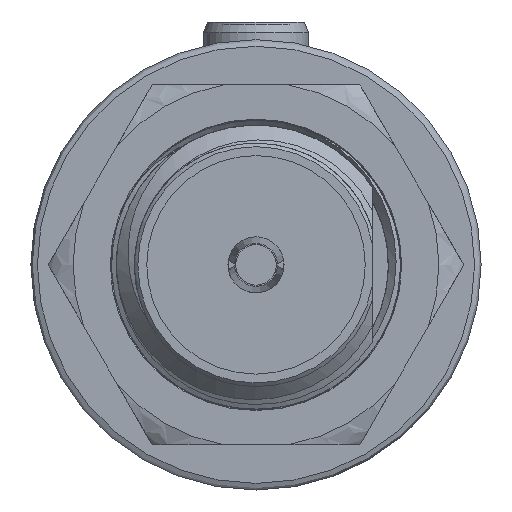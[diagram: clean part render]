
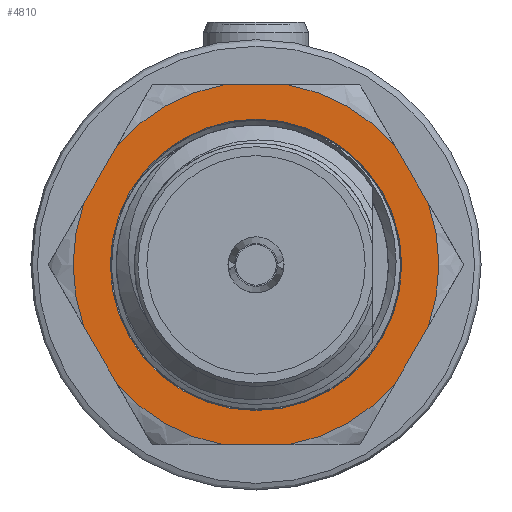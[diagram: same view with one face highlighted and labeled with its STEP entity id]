
A CAD part, front view. The second image highlights one B-rep face of the part: STEP entity #4810.
In plain terms, the highlighted planar face has unit normal (0, -1, 0).
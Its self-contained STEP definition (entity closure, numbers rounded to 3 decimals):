
#551=LINE('',#23058,#845);
#552=LINE('',#23062,#846);
#553=LINE('',#23066,#847);
#554=LINE('',#23070,#848);
#555=LINE('',#23074,#849);
#556=LINE('',#23078,#850);
#845=VECTOR('',#7389,1000.);
#846=VECTOR('',#7392,1000.);
#847=VECTOR('',#7395,1000.);
#848=VECTOR('',#7398,1000.);
#849=VECTOR('',#7401,1000.);
#850=VECTOR('',#7404,1000.);
#1806=ORIENTED_EDGE('',*,*,#2872,.T.);
#1807=ORIENTED_EDGE('',*,*,#2894,.F.);
#1808=ORIENTED_EDGE('',*,*,#2895,.T.);
#1809=ORIENTED_EDGE('',*,*,#2896,.F.);
#1810=ORIENTED_EDGE('',*,*,#2897,.T.);
#1811=ORIENTED_EDGE('',*,*,#2898,.F.);
#1812=ORIENTED_EDGE('',*,*,#2899,.T.);
#1813=ORIENTED_EDGE('',*,*,#2900,.F.);
#1814=ORIENTED_EDGE('',*,*,#2901,.T.);
#1815=ORIENTED_EDGE('',*,*,#2902,.F.);
#1816=ORIENTED_EDGE('',*,*,#2903,.T.);
#1817=ORIENTED_EDGE('',*,*,#2904,.F.);
#1818=ORIENTED_EDGE('',*,*,#2905,.T.);
#2872=EDGE_CURVE('',#3490,#3490,#3793,.F.);
#2894=EDGE_CURVE('',#3508,#3509,#3805,.F.);
#2895=EDGE_CURVE('',#3508,#3510,#551,.T.);
#2896=EDGE_CURVE('',#3511,#3510,#3806,.F.);
#2897=EDGE_CURVE('',#3511,#3512,#552,.T.);
#2898=EDGE_CURVE('',#3513,#3512,#3807,.F.);
#2899=EDGE_CURVE('',#3513,#3514,#553,.T.);
#2900=EDGE_CURVE('',#3515,#3514,#3808,.F.);
#2901=EDGE_CURVE('',#3515,#3516,#554,.T.);
#2902=EDGE_CURVE('',#3517,#3516,#3809,.F.);
#2903=EDGE_CURVE('',#3517,#3518,#555,.T.);
#2904=EDGE_CURVE('',#3519,#3518,#3810,.F.);
#2905=EDGE_CURVE('',#3519,#3509,#556,.T.);
#3490=VERTEX_POINT('',#22740);
#3508=VERTEX_POINT('',#23056);
#3509=VERTEX_POINT('',#23057);
#3510=VERTEX_POINT('',#23059);
#3511=VERTEX_POINT('',#23061);
#3512=VERTEX_POINT('',#23063);
#3513=VERTEX_POINT('',#23065);
#3514=VERTEX_POINT('',#23067);
#3515=VERTEX_POINT('',#23069);
#3516=VERTEX_POINT('',#23071);
#3517=VERTEX_POINT('',#23073);
#3518=VERTEX_POINT('',#23075);
#3519=VERTEX_POINT('',#23077);
#3793=CIRCLE('',#6627,3.3);
#3805=CIRCLE('',#6644,4.142);
#3806=CIRCLE('',#6645,4.142);
#3807=CIRCLE('',#6646,4.142);
#3808=CIRCLE('',#6647,4.142);
#3809=CIRCLE('',#6648,4.142);
#3810=CIRCLE('',#6649,4.142);
#4094=EDGE_LOOP('',(#1806));
#4095=EDGE_LOOP('',(#1807,#1808,#1809,#1810,#1811,#1812,#1813,#1814,#1815,
#1816,#1817,#1818));
#4410=FACE_BOUND('',#4094,.T.);
#4411=FACE_BOUND('',#4095,.T.);
#4604=PLANE('',#6643);
#4810=ADVANCED_FACE('',(#4410,#4411),#4604,.T.);
#6627=AXIS2_PLACEMENT_3D('',#22739,#7347,#7348);
#6643=AXIS2_PLACEMENT_3D('',#23054,#7385,#7386);
#6644=AXIS2_PLACEMENT_3D('',#23055,#7387,#7388);
#6645=AXIS2_PLACEMENT_3D('',#23060,#7390,#7391);
#6646=AXIS2_PLACEMENT_3D('',#23064,#7393,#7394);
#6647=AXIS2_PLACEMENT_3D('',#23068,#7396,#7397);
#6648=AXIS2_PLACEMENT_3D('',#23072,#7399,#7400);
#6649=AXIS2_PLACEMENT_3D('',#23076,#7402,#7403);
#7347=DIRECTION('',(0.,-1.,0.));
#7348=DIRECTION('',(0.,0.,-1.));
#7385=DIRECTION('',(0.,-1.,0.));
#7386=DIRECTION('',(0.,0.,-1.));
#7387=DIRECTION('',(0.,-1.,0.));
#7388=DIRECTION('',(0.,0.,-1.));
#7389=DIRECTION('',(1.,0.,0.));
#7390=DIRECTION('',(0.,-1.,0.));
#7391=DIRECTION('',(0.,0.,-1.));
#7392=DIRECTION('',(0.5,0.,0.866));
#7393=DIRECTION('',(0.,-1.,0.));
#7394=DIRECTION('',(0.,0.,-1.));
#7395=DIRECTION('',(-0.5,0.,0.866));
#7396=DIRECTION('',(0.,-1.,0.));
#7397=DIRECTION('',(0.,0.,-1.));
#7398=DIRECTION('',(-1.,0.,0.));
#7399=DIRECTION('',(0.,-1.,0.));
#7400=DIRECTION('',(0.,0.,-1.));
#7401=DIRECTION('',(-0.5,0.,-0.866));
#7402=DIRECTION('',(0.,-1.,0.));
#7403=DIRECTION('',(0.,0.,-1.));
#7404=DIRECTION('',(0.5,0.,-0.866));
#22739=CARTESIAN_POINT('',(0.,-74.6,0.));
#22740=CARTESIAN_POINT('',(0.,-74.6,-3.3));
#23054=CARTESIAN_POINT('',(0.,-74.6,0.));
#23055=CARTESIAN_POINT('',(0.,-74.6,0.));
#23056=CARTESIAN_POINT('',(-0.744,-74.6,-4.075));
#23057=CARTESIAN_POINT('',(-3.157,-74.6,-2.682));
#23058=CARTESIAN_POINT('',(-2.353,-74.6,-4.075));
#23059=CARTESIAN_POINT('',(0.744,-74.6,-4.075));
#23060=CARTESIAN_POINT('',(0.,-74.6,0.));
#23061=CARTESIAN_POINT('',(3.157,-74.6,-2.682));
#23062=CARTESIAN_POINT('',(2.353,-74.6,-4.075));
#23063=CARTESIAN_POINT('',(3.901,-74.6,-1.393));
#23064=CARTESIAN_POINT('',(0.,-74.6,0.));
#23065=CARTESIAN_POINT('',(3.901,-74.6,1.393));
#23066=CARTESIAN_POINT('',(4.705,-74.6,0.));
#23067=CARTESIAN_POINT('',(3.157,-74.6,2.682));
#23068=CARTESIAN_POINT('',(0.,-74.6,0.));
#23069=CARTESIAN_POINT('',(0.744,-74.6,4.075));
#23070=CARTESIAN_POINT('',(2.353,-74.6,4.075));
#23071=CARTESIAN_POINT('',(-0.744,-74.6,4.075));
#23072=CARTESIAN_POINT('',(0.,-74.6,0.));
#23073=CARTESIAN_POINT('',(-3.157,-74.6,2.682));
#23074=CARTESIAN_POINT('',(-2.353,-74.6,4.075));
#23075=CARTESIAN_POINT('',(-3.901,-74.6,1.393));
#23076=CARTESIAN_POINT('',(0.,-74.6,0.));
#23077=CARTESIAN_POINT('',(-3.901,-74.6,-1.393));
#23078=CARTESIAN_POINT('',(-4.705,-74.6,0.));
